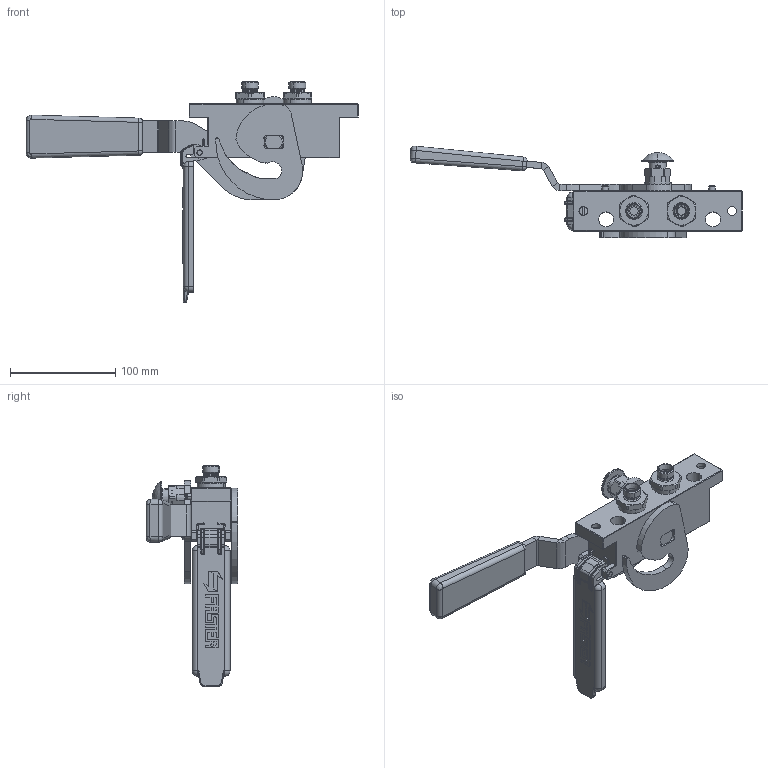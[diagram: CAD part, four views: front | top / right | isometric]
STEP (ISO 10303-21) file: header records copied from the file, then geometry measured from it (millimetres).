
FILE_DESCRIPTION (( 'STEP AP214' ), '1' );
FILE_NAME ('FASTER.step', '2024-11-19T11:52:30', ( '' ), ( '' ), 'SwSTEP 2.0', 'SolidWorks 2017', '' );
FILE_SCHEMA (( 'AUTOMOTIVE_DESIGN' ));
Length unit declared in the file: millimetre
Products named in the file (31): 4830_001_0005_300; 4860_001_0003_000; sicura_p5; 4830_070_0000_001; 0048_042_0412_000; sp_cil_6x14_b; 4830_025_0000_001; 4830_022_0000_011; FASTER; PB06_F_SX_BASE; 4860_024_0001_001; 4860_020_0001_001; CURS_MOLLA_38; 2ffnb38-2_16_f; or1_5x7_m; 1540_080_0012_000; A_2ffnb38-2_16_f; 4860_024_0001_011_inv; 4830_025_1000_000; 4830_025_2000_000; 4132_072_0000_300; 4860_024_0001_020; 4860_024_0001_021; 4860_020_0001_000; 4850_030_1000_000; 4860_024_0000_012; 4860_001_0001_000; 4132_014_0000_000; 4830_001_0005_301; 4860_024_0001_011
Assembly tree (33 placements, depth 4):
  FASTER
    PB06_F_SX_BASE
      4860_020_0001_001
        4860_020_0001_000
        sp_cil_6x14_b  x2
      4830_025_1000_000
      4830_022_0000_011
      4830_070_0000_001
      4860_001_0003_000
      4830_001_0005_300
      4830_001_0005_301
      4860_001_0001_000
      4850_030_1000_000  x2
    A_2ffnb38-2_16_f  x2
      CURS_MOLLA_38
        4132_072_0000_300
        4132_014_0000_000
      2ffnb38-2_16_f
        2ffnb38-2_16_f
    4860_024_0001_011_inv
      4860_024_0001_001
        4860_024_0001_020
        4860_024_0001_021
      sicura_p5
        4830_025_0000_001
        or1_5x7_m
        0048_042_0412_000
      4860_024_0001_011
      4860_024_0000_012
      4830_025_2000_000
      1540_080_0012_000
Bounding box: 315.13 x 87.06 x 210.3 mm (x, y, z)
Volume: 114566.9 mm3; surface area: 165770.3 mm2
Topology: 21 solids, 49 shells, 2219 faces, 5496 edges, 3404 vertices
Faces by surface type: plane 1072, cylinder 541, cone 227, bspline 198, torus 150, sphere 31
Entity records: 89827 total; most frequent: CARTESIAN_POINT 40419, ORIENTED_EDGE 10042, DIRECTION 9257, EDGE_CURVE 5056, LINE 3189, VECTOR 3189, VERTEX_POINT 3158, AXIS2_PLACEMENT_3D 3034
